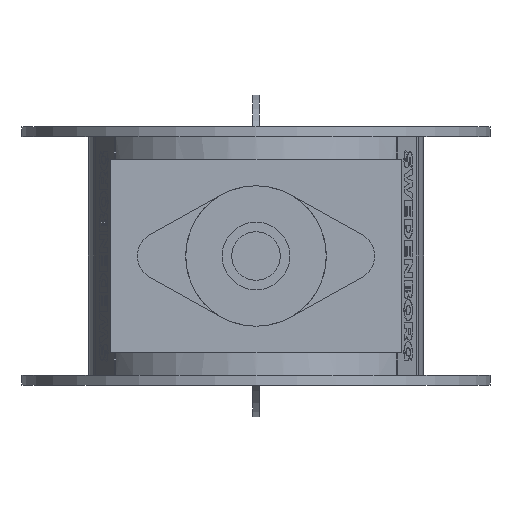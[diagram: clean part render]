
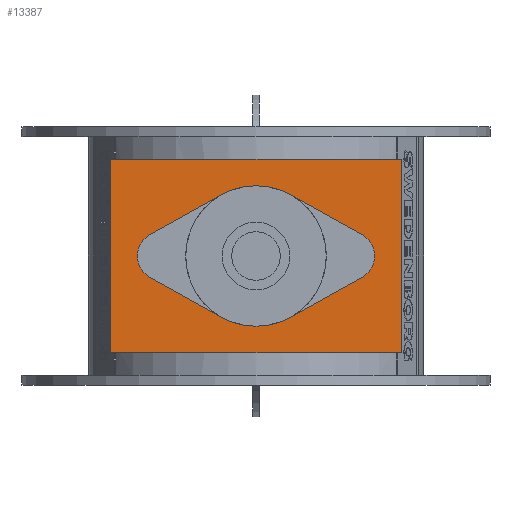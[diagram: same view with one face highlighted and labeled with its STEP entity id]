
A CAD part, left-side view. The second image highlights one B-rep face of the part: STEP entity #13387.
In plain terms, the highlighted planar face has unit normal (-1, 0, 0).
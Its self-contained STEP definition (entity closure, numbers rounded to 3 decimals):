
#130=CIRCLE('',#13969,15.);
#132=CIRCLE('',#13973,43.5);
#134=CIRCLE('',#13975,43.5);
#135=CIRCLE('',#13976,43.5);
#136=CIRCLE('',#13979,15.);
#293=FACE_BOUND('',#2153,.T.);
#748=PLANE('',#13987);
#1385=FACE_OUTER_BOUND('',#2152,.T.);
#2152=EDGE_LOOP('',(#11680,#11681,#11682,#11683));
#2153=EDGE_LOOP('',(#11684,#11685,#11686,#11687,#11688,#11689,#11690,#11691,
#11692));
#3418=LINE('',#22474,#4767);
#3463=LINE('',#22768,#4812);
#3515=LINE('',#23089,#4864);
#3520=LINE('',#23103,#4869);
#3526=LINE('',#23120,#4875);
#3529=LINE('',#23127,#4878);
#3532=LINE('',#23135,#4881);
#3533=LINE('',#23137,#4882);
#4767=VECTOR('',#16062,10.);
#4812=VECTOR('',#16201,10.);
#4864=VECTOR('',#16361,10.);
#4869=VECTOR('',#16374,10.);
#4875=VECTOR('',#16392,10.);
#4878=VECTOR('',#16401,10.);
#4881=VECTOR('',#16414,10.);
#4882=VECTOR('',#16417,10.);
#6324=VERTEX_POINT('',#22471);
#6325=VERTEX_POINT('',#22473);
#6385=VERTEX_POINT('',#22765);
#6386=VERTEX_POINT('',#22767);
#6446=VERTEX_POINT('',#23087);
#6447=VERTEX_POINT('',#23088);
#6450=VERTEX_POINT('',#23096);
#6452=VERTEX_POINT('',#23102);
#6454=VERTEX_POINT('',#23108);
#6455=VERTEX_POINT('',#23112);
#6456=VERTEX_POINT('',#23115);
#6457=VERTEX_POINT('',#23119);
#6458=VERTEX_POINT('',#23123);
#8042=EDGE_CURVE('',#6324,#6325,#3418,.T.);
#8125=EDGE_CURVE('',#6385,#6386,#3463,.T.);
#8214=EDGE_CURVE('',#6446,#6447,#3515,.T.);
#8218=EDGE_CURVE('',#6447,#6450,#130,.T.);
#8221=EDGE_CURVE('',#6450,#6452,#3520,.T.);
#8225=EDGE_CURVE('',#6452,#6454,#132,.T.);
#8227=EDGE_CURVE('',#6455,#6446,#134,.T.);
#8230=EDGE_CURVE('',#6454,#6456,#135,.T.);
#8231=EDGE_CURVE('',#6456,#6457,#3526,.T.);
#8233=EDGE_CURVE('',#6457,#6458,#136,.T.);
#8235=EDGE_CURVE('',#6458,#6455,#3529,.T.);
#8238=EDGE_CURVE('',#6386,#6324,#3532,.T.);
#8239=EDGE_CURVE('',#6325,#6385,#3533,.T.);
#11680=ORIENTED_EDGE('',*,*,#8042,.F.);
#11681=ORIENTED_EDGE('',*,*,#8238,.F.);
#11682=ORIENTED_EDGE('',*,*,#8125,.F.);
#11683=ORIENTED_EDGE('',*,*,#8239,.F.);
#11684=ORIENTED_EDGE('',*,*,#8214,.T.);
#11685=ORIENTED_EDGE('',*,*,#8218,.T.);
#11686=ORIENTED_EDGE('',*,*,#8221,.T.);
#11687=ORIENTED_EDGE('',*,*,#8225,.T.);
#11688=ORIENTED_EDGE('',*,*,#8230,.T.);
#11689=ORIENTED_EDGE('',*,*,#8231,.T.);
#11690=ORIENTED_EDGE('',*,*,#8233,.T.);
#11691=ORIENTED_EDGE('',*,*,#8235,.T.);
#11692=ORIENTED_EDGE('',*,*,#8227,.T.);
#13387=ADVANCED_FACE('',(#1385,#293),#748,.F.);
#13969=AXIS2_PLACEMENT_3D('',#23097,#16367,#16368);
#13973=AXIS2_PLACEMENT_3D('',#23110,#16380,#16381);
#13975=AXIS2_PLACEMENT_3D('',#23113,#16384,#16385);
#13976=AXIS2_PLACEMENT_3D('',#23117,#16388,#16389);
#13979=AXIS2_PLACEMENT_3D('',#23124,#16396,#16397);
#13987=AXIS2_PLACEMENT_3D('',#23138,#16418,#16419);
#16062=DIRECTION('',(0.,-1.,0.));
#16201=DIRECTION('',(0.,1.,0.));
#16361=DIRECTION('',(0.,-0.873,-0.487));
#16367=DIRECTION('center_axis',(1.,0.,0.));
#16368=DIRECTION('ref_axis',(0.,0.,1.));
#16374=DIRECTION('',(0.,0.873,-0.487));
#16380=DIRECTION('center_axis',(1.,0.,0.));
#16381=DIRECTION('ref_axis',(0.,0.,1.));
#16384=DIRECTION('center_axis',(1.,0.,0.));
#16385=DIRECTION('ref_axis',(0.,0.,1.));
#16388=DIRECTION('center_axis',(1.,0.,0.));
#16389=DIRECTION('ref_axis',(0.,0.,1.));
#16392=DIRECTION('',(0.,0.873,0.487));
#16396=DIRECTION('center_axis',(1.,0.,0.));
#16397=DIRECTION('ref_axis',(0.,0.,1.));
#16401=DIRECTION('',(0.,-0.873,0.487));
#16414=DIRECTION('',(0.,0.,1.));
#16417=DIRECTION('',(0.,0.,-1.));
#16418=DIRECTION('center_axis',(1.,0.,0.));
#16419=DIRECTION('ref_axis',(0.,0.,-1.));
#22471=CARTESIAN_POINT('',(-274.,90.,60.));
#22473=CARTESIAN_POINT('',(-274.,-90.,60.));
#22474=CARTESIAN_POINT('',(-274.,90.,60.));
#22765=CARTESIAN_POINT('',(-274.,-90.,-60.));
#22767=CARTESIAN_POINT('',(-274.,90.,-60.));
#22768=CARTESIAN_POINT('',(-274.,-90.,-60.));
#23087=CARTESIAN_POINT('',(-274.,-21.192,37.989));
#23088=CARTESIAN_POINT('',(-274.,-65.808,13.1));
#23089=CARTESIAN_POINT('',(-274.,-43.5,25.544));
#23096=CARTESIAN_POINT('',(-274.,-65.808,-13.1));
#23097=CARTESIAN_POINT('Origin',(-274.,-58.5,0.));
#23102=CARTESIAN_POINT('',(-274.,-21.192,-37.989));
#23103=CARTESIAN_POINT('',(-274.,-21.192,-37.989));
#23108=CARTESIAN_POINT('',(-274.,0.,-43.5));
#23110=CARTESIAN_POINT('Origin',(-274.,0.,0.));
#23112=CARTESIAN_POINT('',(-274.,21.192,37.989));
#23113=CARTESIAN_POINT('Origin',(-274.,0.,0.));
#23115=CARTESIAN_POINT('',(-274.,21.192,-37.989));
#23117=CARTESIAN_POINT('Origin',(-274.,0.,0.));
#23119=CARTESIAN_POINT('',(-274.,65.808,-13.1));
#23120=CARTESIAN_POINT('',(-274.,43.5,-25.544));
#23123=CARTESIAN_POINT('',(-274.,65.808,13.1));
#23124=CARTESIAN_POINT('Origin',(-274.,58.5,0.));
#23127=CARTESIAN_POINT('',(-274.,21.192,37.989));
#23135=CARTESIAN_POINT('',(-274.,90.,-60.));
#23137=CARTESIAN_POINT('',(-274.,-90.,60.));
#23138=CARTESIAN_POINT('Origin',(-274.,0.,0.));
